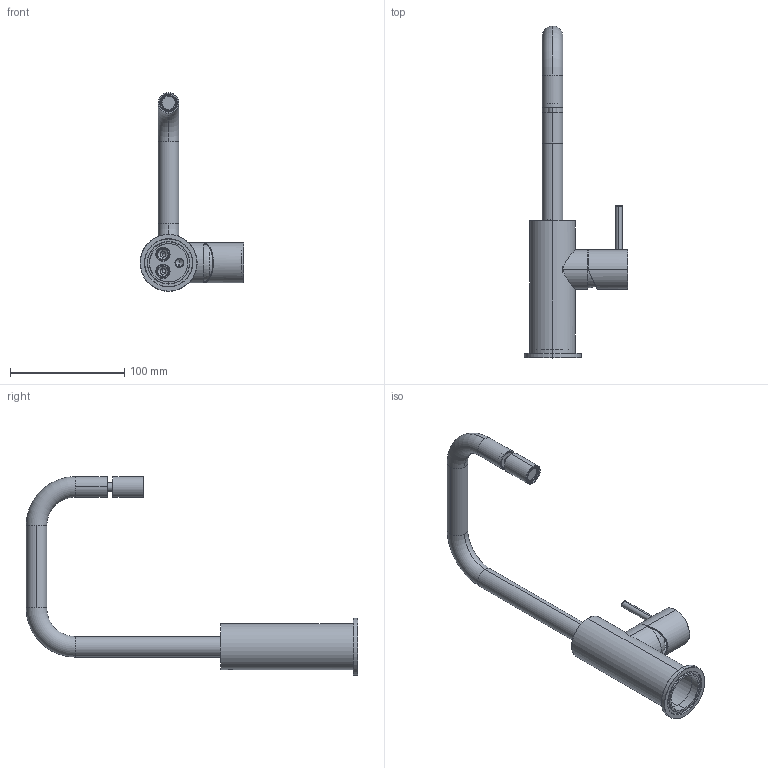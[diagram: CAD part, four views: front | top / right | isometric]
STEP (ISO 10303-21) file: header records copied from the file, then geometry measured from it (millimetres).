
FILE_DESCRIPTION (( 'STEP AP214' ), '1' );
FILE_NAME ('C35.0012.H 3D.STEP', '2023-01-19T13:54:56', ( '' ), ( '' ), 'SwSTEP 2.0', 'SolidWorks 2022', '' );
FILE_SCHEMA (( 'AUTOMOTIVE_DESIGN' ));
Length unit declared in the file: millimetre
Products named in the file (11): 0001-CASQUILHO__35_000000000000.STEP; 011101102300; C35.0012.H.STEP; C35.0012.H 3D; 0001-POMULO__6x40MM FURADO.STEP; 0001-EMBELEZADOR_M30x1x8MM_000000000000.STEP; 0001-MANIPULO__35x35MM_QUADRA_000000000000.STEP; 0001-ROTULA_BID__M16x1_000000000000.STEP; 0001-ESPELHO__50x5MM_000000000000.STEP; 3D_Corpo Bica _40.STEP; BICA _18 H X165 Y150 - M_DIA.STEP
Assembly tree (10 placements, depth 3):
  C35.0012.H 3D
    C35.0012.H.STEP
      3D_Corpo Bica _40.STEP
      0001-CASQUILHO__35_000000000000.STEP
      0001-EMBELEZADOR_M30x1x8MM_000000000000.STEP
      0001-MANIPULO__35x35MM_QUADRA_000000000000.STEP
      0001-POMULO__6x40MM FURADO.STEP
      0001-ESPELHO__50x5MM_000000000000.STEP
      0001-ROTULA_BID__M16x1_000000000000.STEP
      BICA _18 H X165 Y150 - M_DIA.STEP
    011101102300
Bounding box: 91 x 290.4 x 174 mm (x, y, z)
Volume: 156594.4 mm3; surface area: 87359 mm2
Topology: 9 solids, 9 shells, 367 faces, 835 edges, 502 vertices
Faces by surface type: cylinder 137, cone 102, plane 91, torus 28, bspline 5, sphere 4
Entity records: 12621 total; most frequent: CARTESIAN_POINT 3749, DIRECTION 1959, ORIENTED_EDGE 1640, EDGE_CURVE 820, AXIS2_PLACEMENT_3D 814, VERTEX_POINT 502, CIRCLE 438, EDGE_LOOP 416
